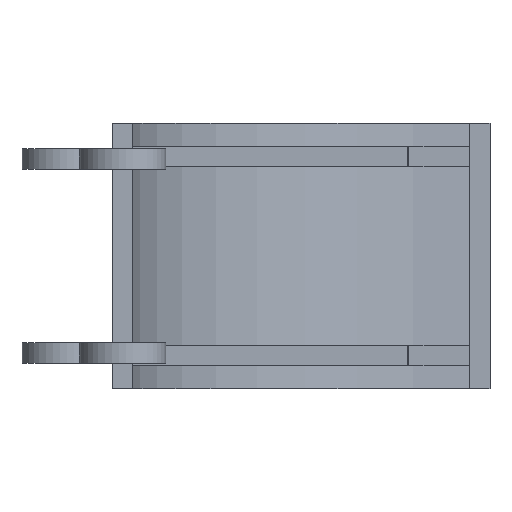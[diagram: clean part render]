
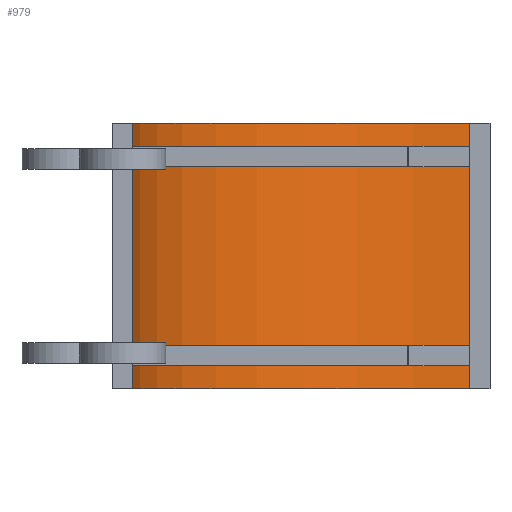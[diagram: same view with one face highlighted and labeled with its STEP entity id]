
A CAD part, left-side view. The second image highlights one B-rep face of the part: STEP entity #979.
In plain terms, the highlighted cylindrical face has radius 33.025 mm (diameter 66.051 mm), a partial arc.
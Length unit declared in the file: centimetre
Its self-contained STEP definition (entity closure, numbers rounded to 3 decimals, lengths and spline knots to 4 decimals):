
#32=CYLINDRICAL_SURFACE('',#1061,3.3025);
#108=FACE_OUTER_BOUND('',#185,.T.);
#185=EDGE_LOOP('',(#856,#857,#858,#859));
#219=CIRCLE('',#1062,3.3025);
#220=CIRCLE('',#1063,3.3025);
#316=LINE('',#1590,#415);
#317=LINE('',#1596,#416);
#415=VECTOR('',#1316,2.6);
#416=VECTOR('',#1323,2.6);
#503=VERTEX_POINT('',#1586);
#504=VERTEX_POINT('',#1588);
#505=VERTEX_POINT('',#1592);
#506=VERTEX_POINT('',#1594);
#630=EDGE_CURVE('',#503,#504,#316,.T.);
#631=EDGE_CURVE('',#505,#503,#219,.T.);
#632=EDGE_CURVE('',#506,#504,#220,.T.);
#633=EDGE_CURVE('',#505,#506,#317,.T.);
#856=ORIENTED_EDGE('',*,*,#631,.T.);
#857=ORIENTED_EDGE('',*,*,#630,.T.);
#858=ORIENTED_EDGE('',*,*,#632,.F.);
#859=ORIENTED_EDGE('',*,*,#633,.F.);
#979=ADVANCED_FACE('',(#108),#32,.F.);
#1061=AXIS2_PLACEMENT_3D('',#1591,#1317,#1318);
#1062=AXIS2_PLACEMENT_3D('',#1593,#1319,#1320);
#1063=AXIS2_PLACEMENT_3D('',#1595,#1321,#1322);
#1316=DIRECTION('',(0.,0.,1.));
#1317=DIRECTION('center_axis',(0.,0.,1.));
#1318=DIRECTION('ref_axis',(0.038,0.999,0.));
#1319=DIRECTION('center_axis',(0.,0.,-1.));
#1320=DIRECTION('ref_axis',(0.038,0.999,0.));
#1321=DIRECTION('center_axis',(0.,0.,-1.));
#1322=DIRECTION('ref_axis',(0.038,0.999,0.));
#1323=DIRECTION('',(0.,0.,1.));
#1586=CARTESIAN_POINT('',(7.255,-1.2,-0.17));
#1588=CARTESIAN_POINT('',(7.255,-1.2,2.43));
#1590=CARTESIAN_POINT('',(7.255,-1.2,-0.17));
#1591=CARTESIAN_POINT('Origin',(3.9525,-1.2,-0.17));
#1592=CARTESIAN_POINT('',(4.0819,2.1,-0.17));
#1593=CARTESIAN_POINT('Origin',(3.9525,-1.2,-0.17));
#1594=CARTESIAN_POINT('',(4.0819,2.1,2.43));
#1595=CARTESIAN_POINT('Origin',(3.9525,-1.2,2.43));
#1596=CARTESIAN_POINT('',(4.0819,2.1,-0.17));
